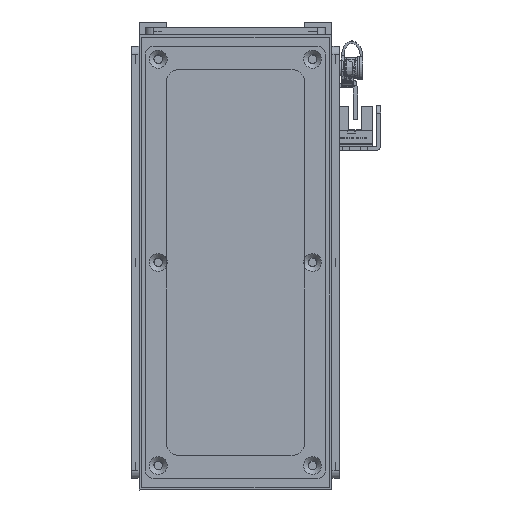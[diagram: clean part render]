
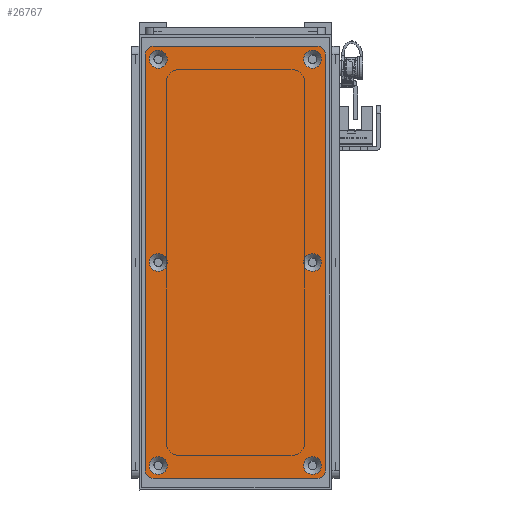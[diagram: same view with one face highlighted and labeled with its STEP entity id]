
A CAD part, left-side view. The second image highlights one B-rep face of the part: STEP entity #26767.
In plain terms, the highlighted face is planar.
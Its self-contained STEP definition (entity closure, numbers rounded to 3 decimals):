
#1262=FACE_BOUND('',#5255,.T.);
#1263=FACE_BOUND('',#5256,.T.);
#1264=FACE_BOUND('',#5257,.T.);
#1265=FACE_BOUND('',#5258,.T.);
#1266=FACE_BOUND('',#5259,.T.);
#1267=FACE_BOUND('',#5260,.T.);
#1936=PLANE('',#30044);
#3339=FACE_OUTER_BOUND('',#5254,.T.);
#5254=EDGE_LOOP('',(#24541,#24542,#24543,#24544,#24545,#24546,#24547,#24548));
#5255=EDGE_LOOP('',(#24549));
#5256=EDGE_LOOP('',(#24550));
#5257=EDGE_LOOP('',(#24551));
#5258=EDGE_LOOP('',(#24552));
#5259=EDGE_LOOP('',(#24553));
#5260=EDGE_LOOP('',(#24554));
#7443=LINE('',#46772,#9627);
#7446=LINE('',#46780,#9630);
#7449=LINE('',#46788,#9633);
#7452=LINE('',#46795,#9636);
#9627=VECTOR('',#37858,10.);
#9630=VECTOR('',#37867,10.);
#9633=VECTOR('',#37876,10.);
#9636=VECTOR('',#37885,10.);
#11006=CIRCLE('',#29998,3.45);
#11009=CIRCLE('',#30003,3.45);
#11012=CIRCLE('',#30008,3.45);
#11015=CIRCLE('',#30013,3.45);
#11018=CIRCLE('',#30018,3.45);
#11021=CIRCLE('',#30023,3.45);
#11028=CIRCLE('',#30033,3.);
#11029=CIRCLE('',#30036,3.);
#11030=CIRCLE('',#30039,3.);
#11031=CIRCLE('',#30042,3.);
#13462=VERTEX_POINT('',#46688);
#13465=VERTEX_POINT('',#46698);
#13468=VERTEX_POINT('',#46708);
#13471=VERTEX_POINT('',#46718);
#13474=VERTEX_POINT('',#46728);
#13477=VERTEX_POINT('',#46738);
#13488=VERTEX_POINT('',#46765);
#13489=VERTEX_POINT('',#46767);
#13490=VERTEX_POINT('',#46771);
#13491=VERTEX_POINT('',#46775);
#13492=VERTEX_POINT('',#46779);
#13493=VERTEX_POINT('',#46783);
#13494=VERTEX_POINT('',#46787);
#13495=VERTEX_POINT('',#46791);
#17137=EDGE_CURVE('',#13462,#13462,#11006,.T.);
#17142=EDGE_CURVE('',#13465,#13465,#11009,.T.);
#17147=EDGE_CURVE('',#13468,#13468,#11012,.T.);
#17152=EDGE_CURVE('',#13471,#13471,#11015,.T.);
#17157=EDGE_CURVE('',#13474,#13474,#11018,.T.);
#17162=EDGE_CURVE('',#13477,#13477,#11021,.T.);
#17176=EDGE_CURVE('',#13489,#13488,#11028,.T.);
#17178=EDGE_CURVE('',#13490,#13489,#7443,.T.);
#17180=EDGE_CURVE('',#13491,#13490,#11029,.T.);
#17182=EDGE_CURVE('',#13492,#13491,#7446,.T.);
#17184=EDGE_CURVE('',#13493,#13492,#11030,.T.);
#17186=EDGE_CURVE('',#13494,#13493,#7449,.T.);
#17188=EDGE_CURVE('',#13495,#13494,#11031,.T.);
#17190=EDGE_CURVE('',#13488,#13495,#7452,.T.);
#24541=ORIENTED_EDGE('',*,*,#17190,.T.);
#24542=ORIENTED_EDGE('',*,*,#17188,.T.);
#24543=ORIENTED_EDGE('',*,*,#17186,.T.);
#24544=ORIENTED_EDGE('',*,*,#17184,.T.);
#24545=ORIENTED_EDGE('',*,*,#17182,.T.);
#24546=ORIENTED_EDGE('',*,*,#17180,.T.);
#24547=ORIENTED_EDGE('',*,*,#17178,.T.);
#24548=ORIENTED_EDGE('',*,*,#17176,.T.);
#24549=ORIENTED_EDGE('',*,*,#17137,.T.);
#24550=ORIENTED_EDGE('',*,*,#17142,.T.);
#24551=ORIENTED_EDGE('',*,*,#17147,.T.);
#24552=ORIENTED_EDGE('',*,*,#17152,.T.);
#24553=ORIENTED_EDGE('',*,*,#17157,.T.);
#24554=ORIENTED_EDGE('',*,*,#17162,.T.);
#26767=ADVANCED_FACE('',(#3339,#1262,#1263,#1264,#1265,#1266,#1267),#1936,
 .T.);
#29998=AXIS2_PLACEMENT_3D('',#46689,#37766,#37767);
#30003=AXIS2_PLACEMENT_3D('',#46699,#37778,#37779);
#30008=AXIS2_PLACEMENT_3D('',#46709,#37790,#37791);
#30013=AXIS2_PLACEMENT_3D('',#46719,#37802,#37803);
#30018=AXIS2_PLACEMENT_3D('',#46729,#37814,#37815);
#30023=AXIS2_PLACEMENT_3D('',#46739,#37826,#37827);
#30033=AXIS2_PLACEMENT_3D('',#46768,#37853,#37854);
#30036=AXIS2_PLACEMENT_3D('',#46776,#37862,#37863);
#30039=AXIS2_PLACEMENT_3D('',#46784,#37871,#37872);
#30042=AXIS2_PLACEMENT_3D('',#46792,#37880,#37881);
#30044=AXIS2_PLACEMENT_3D('',#46796,#37886,#37887);
#37766=DIRECTION('center_axis',(0.,0.,-1.));
#37767=DIRECTION('ref_axis',(1.,0.,0.));
#37778=DIRECTION('center_axis',(0.,0.,-1.));
#37779=DIRECTION('ref_axis',(1.,0.,0.));
#37790=DIRECTION('center_axis',(0.,0.,-1.));
#37791=DIRECTION('ref_axis',(1.,0.,0.));
#37802=DIRECTION('center_axis',(0.,0.,-1.));
#37803=DIRECTION('ref_axis',(1.,0.,0.));
#37814=DIRECTION('center_axis',(0.,0.,-1.));
#37815=DIRECTION('ref_axis',(1.,0.,0.));
#37826=DIRECTION('center_axis',(0.,0.,-1.));
#37827=DIRECTION('ref_axis',(1.,0.,0.));
#37853=DIRECTION('center_axis',(0.,0.,1.));
#37854=DIRECTION('ref_axis',(-1.,0.,0.));
#37858=DIRECTION('',(0.,1.,0.));
#37862=DIRECTION('center_axis',(0.,0.,1.));
#37863=DIRECTION('ref_axis',(0.,1.,0.));
#37867=DIRECTION('',(1.,0.,0.));
#37871=DIRECTION('center_axis',(0.,0.,1.));
#37872=DIRECTION('ref_axis',(1.,0.,0.));
#37876=DIRECTION('',(0.,-1.,0.));
#37880=DIRECTION('center_axis',(0.,0.,1.));
#37881=DIRECTION('ref_axis',(0.,-1.,0.));
#37885=DIRECTION('',(-1.,0.,0.));
#37886=DIRECTION('center_axis',(0.,0.,1.));
#37887=DIRECTION('ref_axis',(1.,0.,0.));
#46688=CARTESIAN_POINT('',(-3.45,30.,1.5));
#46689=CARTESIAN_POINT('Origin',(0.,30.,1.5));
#46698=CARTESIAN_POINT('',(75.55,-30.,1.5));
#46699=CARTESIAN_POINT('Origin',(79.,-30.,1.5));
#46708=CARTESIAN_POINT('',(-82.45,30.,1.5));
#46709=CARTESIAN_POINT('Origin',(-79.,30.,1.5));
#46718=CARTESIAN_POINT('',(75.55,30.,1.5));
#46719=CARTESIAN_POINT('Origin',(79.,30.,1.5));
#46728=CARTESIAN_POINT('',(-82.45,-30.,1.5));
#46729=CARTESIAN_POINT('Origin',(-79.,-30.,1.5));
#46738=CARTESIAN_POINT('',(-3.45,-30.,1.5));
#46739=CARTESIAN_POINT('Origin',(0.,-30.,1.5));
#46765=CARTESIAN_POINT('',(81.,35.,1.5));
#46767=CARTESIAN_POINT('',(84.,32.,1.5));
#46768=CARTESIAN_POINT('Origin',(81.,32.,1.5));
#46771=CARTESIAN_POINT('',(84.,-32.,1.5));
#46772=CARTESIAN_POINT('',(84.,32.,1.5));
#46775=CARTESIAN_POINT('',(81.,-35.,1.5));
#46776=CARTESIAN_POINT('Origin',(81.,-32.,1.5));
#46779=CARTESIAN_POINT('',(-81.,-35.,1.5));
#46780=CARTESIAN_POINT('',(81.,-35.,1.5));
#46783=CARTESIAN_POINT('',(-84.,-32.,1.5));
#46784=CARTESIAN_POINT('Origin',(-81.,-32.,1.5));
#46787=CARTESIAN_POINT('',(-84.,32.,1.5));
#46788=CARTESIAN_POINT('',(-84.,-32.,1.5));
#46791=CARTESIAN_POINT('',(-81.,35.,1.5));
#46792=CARTESIAN_POINT('Origin',(-81.,32.,1.5));
#46795=CARTESIAN_POINT('',(-81.,35.,1.5));
#46796=CARTESIAN_POINT('Origin',(0.,0.,
1.5));
